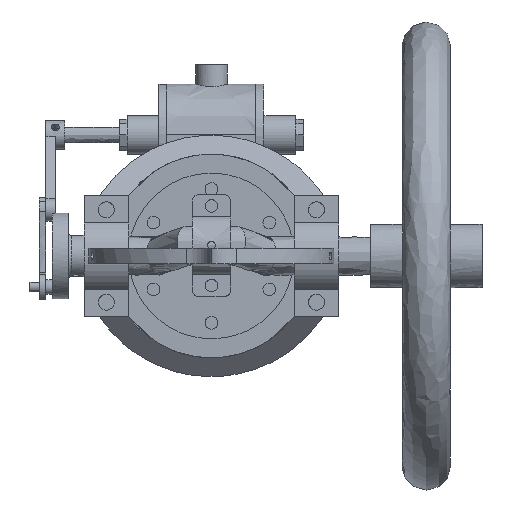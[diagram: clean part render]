
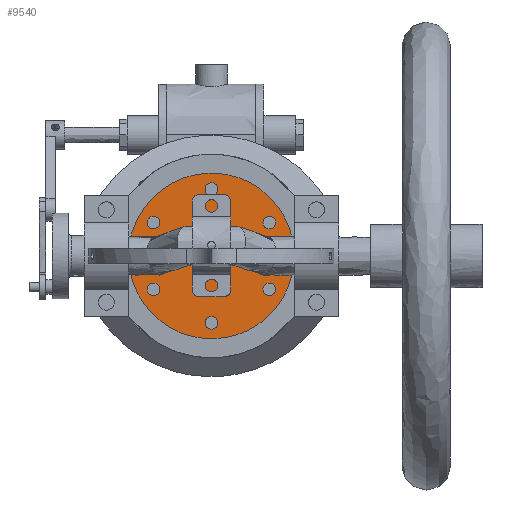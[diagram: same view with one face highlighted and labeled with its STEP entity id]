
A CAD part, front view. The second image highlights one B-rep face of the part: STEP entity #9540.
In plain terms, the highlighted free-form (B-spline) face has degree [1, 1] with [2, 2] control points.
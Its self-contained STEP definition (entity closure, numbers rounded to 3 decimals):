
#9233 = VERTEX_POINT('',#9234);
#9234 = CARTESIAN_POINT('',(-20.647,-89.855,
    9.435));
#9252 = EDGE_CURVE('',#9233,#9233,#9253,.T.);
#9253 = ( BOUNDED_CURVE() B_SPLINE_CURVE(2,(#9254,#9255,#9256,#9257,
#9258,#9259,#9260),.UNSPECIFIED.,.T.,.F.) B_SPLINE_CURVE_WITH_KNOTS((3,2
    ,2,3),(3.142,5.236,7.33,9.425),
.PIECEWISE_BEZIER_KNOTS.) CURVE() GEOMETRIC_REPRESENTATION_ITEM() 
RATIONAL_B_SPLINE_CURVE((1.,0.5,1.,0.5,1.,0.5,1.)) REPRESENTATION_ITEM(
  '') );
#9254 = CARTESIAN_POINT('',(-20.647,-89.855,
    9.435));
#9255 = CARTESIAN_POINT('',(-23.875,-89.855,
    11.299));
#9256 = CARTESIAN_POINT('',(-20.647,-89.855,
    13.163));
#9257 = CARTESIAN_POINT('',(-17.418,-89.855,
    15.027));
#9258 = CARTESIAN_POINT('',(-17.418,-89.855,
    11.299));
#9259 = CARTESIAN_POINT('',(-17.418,-89.855,
    7.571));
#9260 = CARTESIAN_POINT('',(-20.647,-89.855,
    9.435));
#9285 = VERTEX_POINT('',#9286);
#9286 = CARTESIAN_POINT('',(-18.495,-89.855,
    -13.163));
#9304 = EDGE_CURVE('',#9285,#9285,#9305,.T.);
#9305 = ( BOUNDED_CURVE() B_SPLINE_CURVE(2,(#9306,#9307,#9308,#9309,
#9310,#9311,#9312),.UNSPECIFIED.,.T.,.F.) B_SPLINE_CURVE_WITH_KNOTS((3,2
    ,2,3),(3.142,5.236,7.33,9.425),
.PIECEWISE_BEZIER_KNOTS.) CURVE() GEOMETRIC_REPRESENTATION_ITEM() 
RATIONAL_B_SPLINE_CURVE((1.,0.5,1.,0.5,1.,0.5,1.)) REPRESENTATION_ITEM(
  '') );
#9306 = CARTESIAN_POINT('',(-18.495,-89.855,
    -13.163));
#9307 = CARTESIAN_POINT('',(-21.723,-89.855,
    -15.027));
#9308 = CARTESIAN_POINT('',(-21.723,-89.855,
    -11.299));
#9309 = CARTESIAN_POINT('',(-21.723,-89.855,
    -7.571));
#9310 = CARTESIAN_POINT('',(-18.495,-89.855,
    -9.435));
#9311 = CARTESIAN_POINT('',(-15.266,-89.855,
    -11.299));
#9312 = CARTESIAN_POINT('',(-18.495,-89.855,
    -13.163));
#9337 = VERTEX_POINT('',#9338);
#9338 = CARTESIAN_POINT('',(2.152,-89.855,
    -22.598));
#9356 = EDGE_CURVE('',#9337,#9337,#9357,.T.);
#9357 = ( BOUNDED_CURVE() B_SPLINE_CURVE(2,(#9358,#9359,#9360,#9361,
#9362,#9363,#9364),.UNSPECIFIED.,.T.,.F.) B_SPLINE_CURVE_WITH_KNOTS((3,2
    ,2,3),(3.142,5.236,7.33,9.425),
.PIECEWISE_BEZIER_KNOTS.) CURVE() GEOMETRIC_REPRESENTATION_ITEM() 
RATIONAL_B_SPLINE_CURVE((1.,0.5,1.,0.5,1.,0.5,1.)) REPRESENTATION_ITEM(
  '') );
#9358 = CARTESIAN_POINT('',(2.152,-89.855,
    -22.598));
#9359 = CARTESIAN_POINT('',(2.152,-89.855,
    -26.326));
#9360 = CARTESIAN_POINT('',(-1.076,-89.855,
    -24.462));
#9361 = CARTESIAN_POINT('',(-4.304,-89.855,
    -22.598));
#9362 = CARTESIAN_POINT('',(-1.076,-89.855,
    -20.734));
#9363 = CARTESIAN_POINT('',(2.152,-89.855,
    -18.87));
#9364 = CARTESIAN_POINT('',(2.152,-89.855,
    -22.598));
#9389 = VERTEX_POINT('',#9390);
#9390 = CARTESIAN_POINT('',(20.647,-89.855,
    -9.435));
#9408 = EDGE_CURVE('',#9389,#9389,#9409,.T.);
#9409 = ( BOUNDED_CURVE() B_SPLINE_CURVE(2,(#9410,#9411,#9412,#9413,
#9414,#9415,#9416),.UNSPECIFIED.,.T.,.F.) B_SPLINE_CURVE_WITH_KNOTS((3,2
    ,2,3),(3.142,5.236,7.33,9.425),
.PIECEWISE_BEZIER_KNOTS.) CURVE() GEOMETRIC_REPRESENTATION_ITEM() 
RATIONAL_B_SPLINE_CURVE((1.,0.5,1.,0.5,1.,0.5,1.)) REPRESENTATION_ITEM(
  '') );
#9410 = CARTESIAN_POINT('',(20.647,-89.855,
    -9.435));
#9411 = CARTESIAN_POINT('',(23.875,-89.855,
    -11.299));
#9412 = CARTESIAN_POINT('',(20.647,-89.855,
    -13.163));
#9413 = CARTESIAN_POINT('',(17.418,-89.855,
    -15.027));
#9414 = CARTESIAN_POINT('',(17.418,-89.855,
    -11.299));
#9415 = CARTESIAN_POINT('',(17.418,-89.855,
    -7.571));
#9416 = CARTESIAN_POINT('',(20.647,-89.855,
    -9.435));
#9441 = VERTEX_POINT('',#9442);
#9442 = CARTESIAN_POINT('',(18.495,-89.855,
    13.163));
#9460 = EDGE_CURVE('',#9441,#9441,#9461,.T.);
#9461 = ( BOUNDED_CURVE() B_SPLINE_CURVE(2,(#9462,#9463,#9464,#9465,
#9466,#9467,#9468),.UNSPECIFIED.,.T.,.F.) B_SPLINE_CURVE_WITH_KNOTS((3,2
    ,2,3),(3.142,5.236,7.33,9.425),
.PIECEWISE_BEZIER_KNOTS.) CURVE() GEOMETRIC_REPRESENTATION_ITEM() 
RATIONAL_B_SPLINE_CURVE((1.,0.5,1.,0.5,1.,0.5,1.)) REPRESENTATION_ITEM(
  '') );
#9462 = CARTESIAN_POINT('',(18.495,-89.855,
    13.163));
#9463 = CARTESIAN_POINT('',(21.723,-89.855,
    15.027));
#9464 = CARTESIAN_POINT('',(21.723,-89.855,
    11.299));
#9465 = CARTESIAN_POINT('',(21.723,-89.855,
    7.571));
#9466 = CARTESIAN_POINT('',(18.495,-89.855,
    9.435));
#9467 = CARTESIAN_POINT('',(15.266,-89.855,
    11.299));
#9468 = CARTESIAN_POINT('',(18.495,-89.855,
    13.163));
#9493 = VERTEX_POINT('',#9494);
#9494 = CARTESIAN_POINT('',(-2.152,-89.855,
    22.598));
#9512 = EDGE_CURVE('',#9493,#9493,#9513,.T.);
#9513 = ( BOUNDED_CURVE() B_SPLINE_CURVE(2,(#9514,#9515,#9516,#9517,
#9518,#9519,#9520),.UNSPECIFIED.,.T.,.F.) B_SPLINE_CURVE_WITH_KNOTS((3,2
    ,2,3),(3.142,5.236,7.33,9.425),
.PIECEWISE_BEZIER_KNOTS.) CURVE() GEOMETRIC_REPRESENTATION_ITEM() 
RATIONAL_B_SPLINE_CURVE((1.,0.5,1.,0.5,1.,0.5,1.)) REPRESENTATION_ITEM(
  '') );
#9514 = CARTESIAN_POINT('',(-2.152,-89.855,
    22.598));
#9515 = CARTESIAN_POINT('',(-2.152,-89.855,
    26.326));
#9516 = CARTESIAN_POINT('',(1.076,-89.855,
    24.462));
#9517 = CARTESIAN_POINT('',(4.304,-89.855,
    22.598));
#9518 = CARTESIAN_POINT('',(1.076,-89.855,
    20.734));
#9519 = CARTESIAN_POINT('',(-2.152,-89.855,
    18.87));
#9520 = CARTESIAN_POINT('',(-2.152,-89.855,
    22.598));
#9540 = ADVANCED_FACE('',(#9541,#9555,#9558,#9561,#9564,#9567,#9570),
  #9573,.T.);
#9541 = FACE_BOUND('',#9542,.T.);
#9542 = EDGE_LOOP('',(#9543));
#9543 = ORIENTED_EDGE('',*,*,#9544,.F.);
#9544 = EDGE_CURVE('',#9545,#9545,#9547,.T.);
#9545 = VERTEX_POINT('',#9546);
#9546 = CARTESIAN_POINT('',(-27.979,-89.855,
    0.));
#9547 = ( BOUNDED_CURVE() B_SPLINE_CURVE(2,(#9548,#9549,#9550,#9551,
#9552,#9553,#9554),.UNSPECIFIED.,.T.,.F.) B_SPLINE_CURVE_WITH_KNOTS((3,2
    ,2,3),(3.142,5.236,7.33,9.425),
.PIECEWISE_BEZIER_KNOTS.) CURVE() GEOMETRIC_REPRESENTATION_ITEM() 
RATIONAL_B_SPLINE_CURVE((1.,0.5,1.,0.5,1.,0.5,1.)) REPRESENTATION_ITEM(
  '') );
#9548 = CARTESIAN_POINT('',(-27.979,-89.855,
    0.));
#9549 = CARTESIAN_POINT('',(-27.979,-89.855,
    48.461));
#9550 = CARTESIAN_POINT('',(13.989,-89.855,
    24.23));
#9551 = CARTESIAN_POINT('',(55.958,-89.855,
    0.));
#9552 = CARTESIAN_POINT('',(13.989,-89.855,
    -24.23));
#9553 = CARTESIAN_POINT('',(-27.979,-89.855,
    -48.461));
#9554 = CARTESIAN_POINT('',(-27.979,-89.855,
    0.));
#9555 = FACE_BOUND('',#9556,.T.);
#9556 = EDGE_LOOP('',(#9557));
#9557 = ORIENTED_EDGE('',*,*,#9252,.T.);
#9558 = FACE_BOUND('',#9559,.T.);
#9559 = EDGE_LOOP('',(#9560));
#9560 = ORIENTED_EDGE('',*,*,#9304,.T.);
#9561 = FACE_BOUND('',#9562,.T.);
#9562 = EDGE_LOOP('',(#9563));
#9563 = ORIENTED_EDGE('',*,*,#9356,.T.);
#9564 = FACE_BOUND('',#9565,.T.);
#9565 = EDGE_LOOP('',(#9566));
#9566 = ORIENTED_EDGE('',*,*,#9408,.T.);
#9567 = FACE_BOUND('',#9568,.T.);
#9568 = EDGE_LOOP('',(#9569));
#9569 = ORIENTED_EDGE('',*,*,#9460,.T.);
#9570 = FACE_BOUND('',#9571,.T.);
#9571 = EDGE_LOOP('',(#9572));
#9572 = ORIENTED_EDGE('',*,*,#9512,.T.);
#9573 = B_SPLINE_SURFACE_WITH_KNOTS('',1,1,(
    (#9574,#9575)
    ,(#9576,#9577
    )),.UNSPECIFIED.,.F.,.F.,.F.,(2,2),(2,2),(-26.,26.),(-52.,
    0.),.PIECEWISE_BEZIER_KNOTS.);
#9574 = CARTESIAN_POINT('',(-27.979,-89.855,
    27.979));
#9575 = CARTESIAN_POINT('',(27.979,-89.855,
    27.979));
#9576 = CARTESIAN_POINT('',(-27.979,-89.855,
    -27.979));
#9577 = CARTESIAN_POINT('',(27.979,-89.855,
    -27.979));
